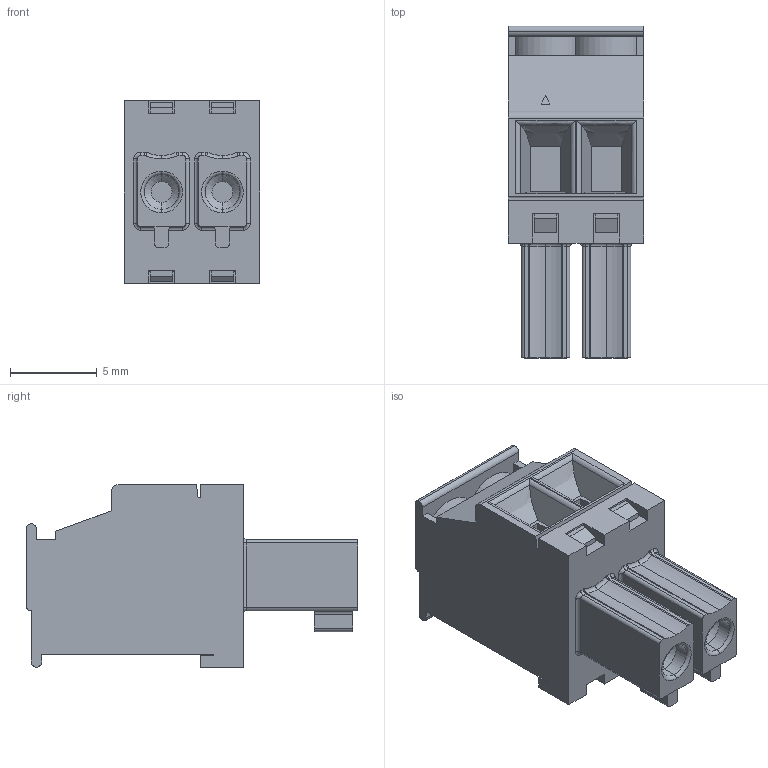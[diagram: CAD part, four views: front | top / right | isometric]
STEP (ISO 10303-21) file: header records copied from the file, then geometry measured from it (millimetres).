
FILE_DESCRIPTION (( 'STEP AP214' ), '1' );
FILE_NAME ('15EDGKB-3.5-02P-14-00AH.STEP', '2021-01-29T20:33:56', ( '' ), ( '' ), 'SwSTEP 2.0', 'SolidWorks 2020', '' );
FILE_SCHEMA (( 'AUTOMOTIVE_DESIGN' ));
Length unit declared in the file: millimetre
Products named in the file (1): 15EDGKB-3.5-02P-14-00AH
Bounding box: 7.8 x 19.1 x 10.5 mm (x, y, z)
Volume: 896.2 mm3; surface area: 1094.5 mm2
Topology: 1 solids, 1 shells, 533 faces, 1415 edges, 922 vertices
Faces by surface type: plane 288, bspline 134, cylinder 69, torus 34, cone 8
Entity records: 27102 total; most frequent: CARTESIAN_POINT 10895, ORIENTED_EDGE 2830, DIRECTION 2103, EDGE_CURVE 1415, VECTOR 927, LINE 927, VERTEX_POINT 922, AXIS2_PLACEMENT_3D 588
